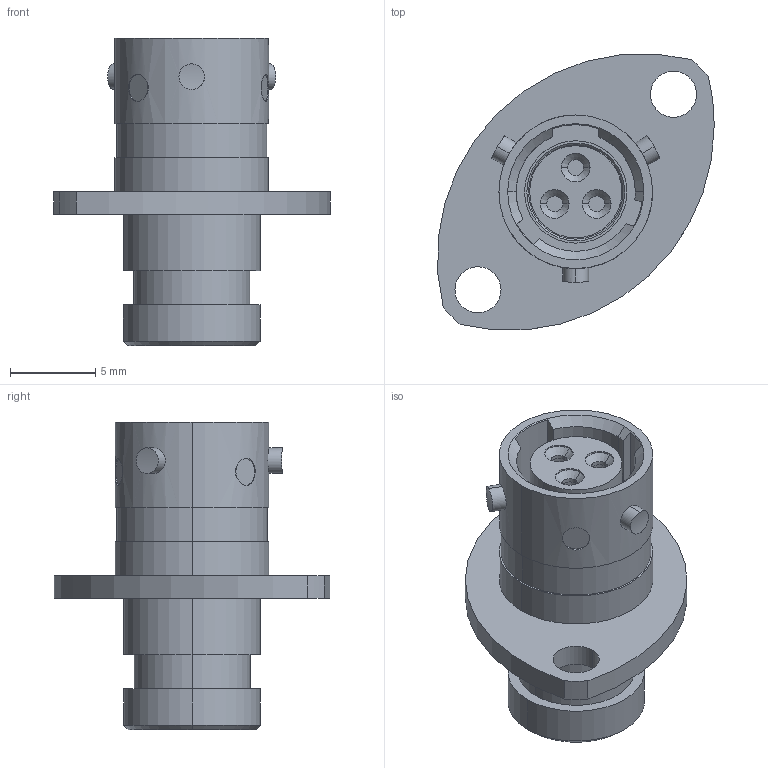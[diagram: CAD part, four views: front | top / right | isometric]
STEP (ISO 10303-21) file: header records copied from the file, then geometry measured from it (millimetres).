
FILE_DESCRIPTION (( 'STEP AP214' ), '1' );
FILE_NAME ('ASU003-03SA-HE.STEP', '2014-12-12T12:23:48', ( 'TE Connectivity' ), ( 'TE Connectivity' ), 'SwSTEP 2.0', 'SolidWorks 2014', '' );
FILE_SCHEMA (( 'AUTOMOTIVE_DESIGN' ));
Length unit declared in the file: millimetre
Products named in the file (1): ASU003-03SA-HE
Bounding box: 16.19 x 16.15 x 18.01 mm (x, y, z)
Volume: 1096.2 mm3; surface area: 2406.6 mm2
Topology: 7 solids, 7 shells, 387 faces, 954 edges, 606 vertices
Faces by surface type: cylinder 174, plane 107, cone 64, torus 38, sphere 4
Entity records: 16506 total; most frequent: CARTESIAN_POINT 2778, DIRECTION 2069, ORIENTED_EDGE 1900, EDGE_CURVE 950, AXIS2_PLACEMENT_3D 851, VERTEX_POINT 606, CIRCLE 463, EDGE_LOOP 444
